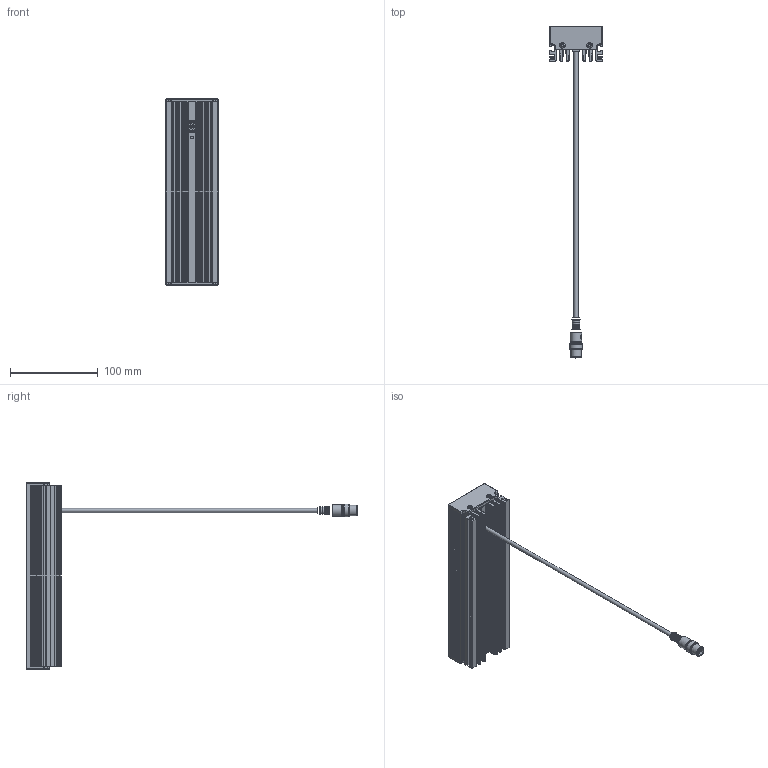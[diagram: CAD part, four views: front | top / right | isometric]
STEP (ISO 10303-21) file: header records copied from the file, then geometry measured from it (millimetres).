
FILE_DESCRIPTION(/* description */ (''),/* implementation_level */ '2;1');
FILE_NAME(/* name */ 'BEK-A200.stp',/* time_stamp */ '2018-05-30T11:38:38+02:00',/* author */ ('S. Sandt'),/* organization */ ('di-soric GmbH & Co. KG'),/* preprocessor_version */ 'ST-DEVELOPER v17',/* originating_system */ 'Autodesk Inventor 2018',/* authorisation */ '');
FILE_SCHEMA (('AUTOMOTIVE_DESIGN { 1 0 10303 214 3 1 1 }'));
Products named in the file (1): BEK-A 200
Bounding box: 60 x 379.15 x 213 mm (x, y, z)
Volume: 376326.7 mm3; surface area: 135843.9 mm2
Topology: 1 solids, 4 shells, 1103 faces, 3090 edges, 2072 vertices
Faces by surface type: cylinder 530, plane 449, bspline 60, cone 48, torus 16
Full cylindrical faces by diameter (mm): 1 x4, 1.567 x4, 2.662 x4, 3.2 x4, 3.242 x1, 4.5 x1, 4.7 x1, 5 x3, 5.5 x1, 6 x5, 6.5 x4, 7.5 x2, 8 x1, 8.3 x1, 8.5 x4, 9 x1, 10 x2, 10.8 x1, 11.25 x1, 12 x1, 13 x1, 14.25 x2, 14.5 x1
Entity records: 59685 total; most frequent: CARTESIAN_POINT 29580, DIRECTION 6274, ORIENTED_EDGE 6172, EDGE_CURVE 3086, AXIS2_PLACEMENT_3D 2342, VERTEX_POINT 2072, LINE 1590, VECTOR 1590
